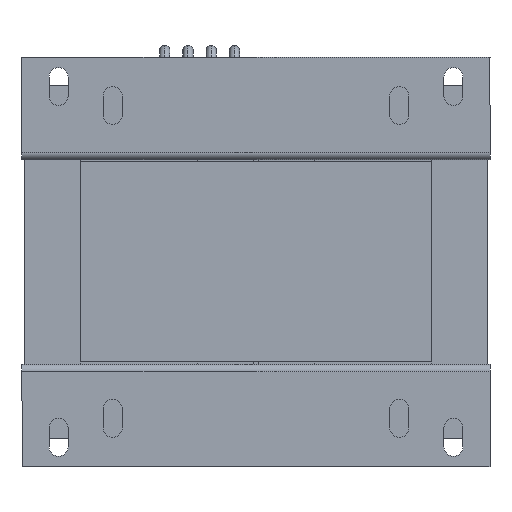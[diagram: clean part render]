
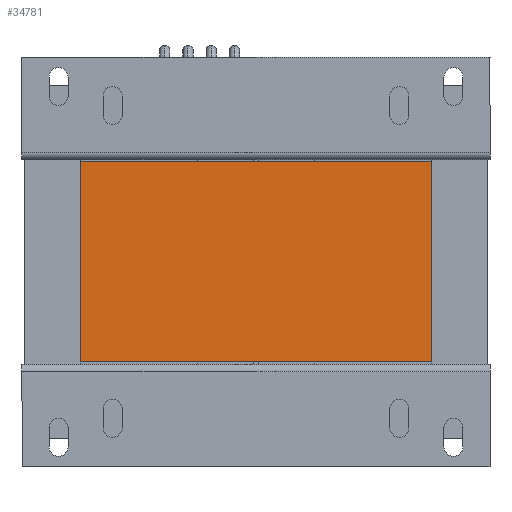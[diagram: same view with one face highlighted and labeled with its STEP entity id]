
A CAD part, front view. The second image highlights one B-rep face of the part: STEP entity #34781.
In plain terms, the highlighted planar face has unit normal (0, -1, 0).
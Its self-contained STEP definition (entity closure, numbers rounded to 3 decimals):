
#1496 = VECTOR ( 'NONE', #9690, 1000. ) ;
#1786 = VECTOR ( 'NONE', #4488, 1000. ) ;
#2266 = CARTESIAN_POINT ( 'NONE',  ( 120., -200., 68.425 ) ) ;
#2377 = LINE ( 'NONE', #15380, #1496 ) ;
#2647 = AXIS2_PLACEMENT_3D ( 'NONE', #4908, #21353, #27523 ) ;
#3497 = CARTESIAN_POINT ( 'NONE',  ( -120., -200., 68.425 ) ) ;
#4488 = DIRECTION ( 'NONE',  ( 0., 0., -1. ) ) ;
#4734 = EDGE_CURVE ( 'NONE', #34453, #8019, #33718, .T. ) ;
#4908 = CARTESIAN_POINT ( 'NONE',  ( 120., -200., 68.425 ) ) ;
#5916 = ORIENTED_EDGE ( 'NONE', *, *, #28908, .F. ) ;
#6041 = LINE ( 'NONE', #24570, #7803 ) ;
#7231 = DIRECTION ( 'NONE',  ( 0., 0., -1. ) ) ;
#7803 = VECTOR ( 'NONE', #7231, 1000. ) ;
#8019 = VERTEX_POINT ( 'NONE', #34224 ) ;
#8473 = CARTESIAN_POINT ( 'NONE',  ( 120., -200., -68.425 ) ) ;
#9690 = DIRECTION ( 'NONE',  ( 1., 0., 0. ) ) ;
#12945 = PLANE ( 'NONE',  #2647 ) ;
#13834 = ORIENTED_EDGE ( 'NONE', *, *, #16433, .T. ) ;
#14056 = EDGE_CURVE ( 'NONE', #22663, #8019, #27419, .T. ) ;
#15380 = CARTESIAN_POINT ( 'NONE',  ( 120., -200., 68.425 ) ) ;
#16433 = EDGE_CURVE ( 'NONE', #26407, #34453, #6041, .T. ) ;
#17666 = FACE_OUTER_BOUND ( 'NONE', #18871, .T. ) ;
#18871 = EDGE_LOOP ( 'NONE', ( #28736, #28439, #5916, #13834 ) ) ;
#19644 = CARTESIAN_POINT ( 'NONE',  ( -120., -200., -68.425 ) ) ;
#19986 = VECTOR ( 'NONE', #33934, 1000. ) ;
#21353 = DIRECTION ( 'NONE',  ( 0., 1., 0. ) ) ;
#22663 = VERTEX_POINT ( 'NONE', #2266 ) ;
#24570 = CARTESIAN_POINT ( 'NONE',  ( -120., -200., 68.425 ) ) ;
#26407 = VERTEX_POINT ( 'NONE', #3497 ) ;
#27097 = CARTESIAN_POINT ( 'NONE',  ( 120., -200., 68.425 ) ) ;
#27419 = LINE ( 'NONE', #27097, #1786 ) ;
#27523 = DIRECTION ( 'NONE',  ( 0., 0., 1. ) ) ;
#28439 = ORIENTED_EDGE ( 'NONE', *, *, #14056, .F. ) ;
#28736 = ORIENTED_EDGE ( 'NONE', *, *, #4734, .T. ) ;
#28908 = EDGE_CURVE ( 'NONE', #26407, #22663, #2377, .T. ) ;
#33718 = LINE ( 'NONE', #8473, #19986 ) ;
#33934 = DIRECTION ( 'NONE',  ( 1., 0., 0. ) ) ;
#34224 = CARTESIAN_POINT ( 'NONE',  ( 120., -200., -68.425 ) ) ;
#34453 = VERTEX_POINT ( 'NONE', #19644 ) ;
#34781 = ADVANCED_FACE ( 'NONE', ( #17666 ), #12945, .F. ) ;
